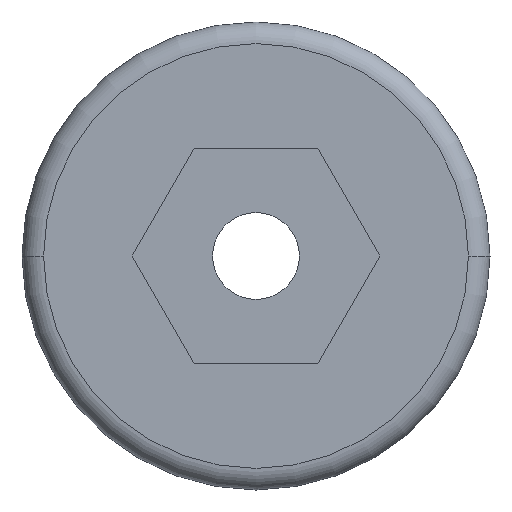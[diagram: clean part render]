
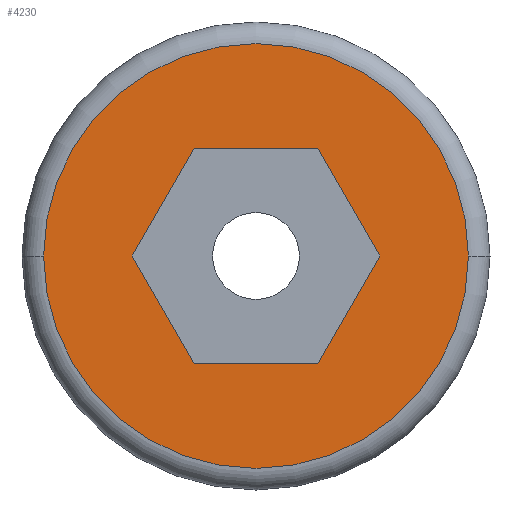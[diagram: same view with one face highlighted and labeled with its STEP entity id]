
A CAD part, left-side view. The second image highlights one B-rep face of the part: STEP entity #4230.
In plain terms, the highlighted planar face has unit normal (-1, 0, 0).
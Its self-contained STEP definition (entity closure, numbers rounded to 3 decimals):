
#1903=DIRECTION('',(0.,-0.5,0.866));
#1904=VECTOR('',#1903,1.455);
#1905=CARTESIAN_POINT('',(-2.93,1.455,0.));
#1906=LINE('',#1905,#1904);
#1907=DIRECTION('',(0.,0.5,0.866));
#1908=VECTOR('',#1907,1.455);
#1909=CARTESIAN_POINT('',(-2.93,0.727,-1.26));
#1910=LINE('',#1909,#1908);
#1911=DIRECTION('',(0.,1.,0.));
#1912=VECTOR('',#1911,1.455);
#1913=CARTESIAN_POINT('',(-2.93,-0.727,-1.26));
#1914=LINE('',#1913,#1912);
#1915=DIRECTION('',(0.,0.5,-0.866));
#1916=VECTOR('',#1915,1.455);
#1917=CARTESIAN_POINT('',(-2.93,-1.455,0.));
#1918=LINE('',#1917,#1916);
#1919=DIRECTION('',(0.,-0.5,-0.866));
#1920=VECTOR('',#1919,1.455);
#1921=CARTESIAN_POINT('',(-2.93,-0.727,1.26));
#1922=LINE('',#1921,#1920);
#1923=DIRECTION('',(0.,-1.,0.));
#1924=VECTOR('',#1923,1.455);
#1925=CARTESIAN_POINT('',(-2.93,0.727,1.26));
#1926=LINE('',#1925,#1924);
#1927=CARTESIAN_POINT('',(-2.93,0.,0.));
#1928=DIRECTION('',(-1.,0.,0.));
#1929=DIRECTION('',(0.,1.,0.));
#1930=AXIS2_PLACEMENT_3D('',#1927,#1928,#1929);
#1932=CARTESIAN_POINT('',(-2.93,0.,0.));
#1933=DIRECTION('',(-1.,0.,0.));
#1934=DIRECTION('',(0.,-1.,0.));
#1935=AXIS2_PLACEMENT_3D('',#1932,#1933,#1934);
#2106=CARTESIAN_POINT('',(-2.93,1.455,0.));
#2107=CARTESIAN_POINT('',(-2.93,0.727,1.26));
#2108=VERTEX_POINT('',#2106);
#2109=VERTEX_POINT('',#2107);
#2110=CARTESIAN_POINT('',(-2.93,-0.727,1.26));
#2111=VERTEX_POINT('',#2110);
#2112=CARTESIAN_POINT('',(-2.93,-1.455,0.));
#2113=VERTEX_POINT('',#2112);
#2114=CARTESIAN_POINT('',(-2.93,-0.727,-1.26));
#2115=VERTEX_POINT('',#2114);
#2116=CARTESIAN_POINT('',(-2.93,0.727,-1.26));
#2117=VERTEX_POINT('',#2116);
#2118=CARTESIAN_POINT('',(-2.93,2.496,0.));
#2119=CARTESIAN_POINT('',(-2.93,-2.496,0.));
#2120=VERTEX_POINT('',#2118);
#2121=VERTEX_POINT('',#2119);
#4206=CARTESIAN_POINT('',(-2.93,0.,0.));
#4207=DIRECTION('',(1.,0.,0.));
#4208=DIRECTION('',(0.,-1.,0.));
#4209=AXIS2_PLACEMENT_3D('',#4206,#4207,#4208);
#4210=PLANE('',#4209);
#4212=ORIENTED_EDGE('',*,*,#4211,.F.);
#4213=ORIENTED_EDGE('',*,*,#4196,.F.);
#4214=EDGE_LOOP('',(#4212,#4213));
#4215=FACE_OUTER_BOUND('',#4214,.F.);
#4217=ORIENTED_EDGE('',*,*,#4216,.F.);
#4219=ORIENTED_EDGE('',*,*,#4218,.F.);
#4221=ORIENTED_EDGE('',*,*,#4220,.F.);
#4223=ORIENTED_EDGE('',*,*,#4222,.F.);
#4225=ORIENTED_EDGE('',*,*,#4224,.F.);
#4227=ORIENTED_EDGE('',*,*,#4226,.F.);
#4228=EDGE_LOOP('',(#4217,#4219,#4221,#4223,#4225,#4227));
#4229=FACE_BOUND('',#4228,.F.);
#1931=CIRCLE('',#1930,2.496);
#1936=CIRCLE('',#1935,2.496);
#4196=EDGE_CURVE('',#2121,#2120,#1936,.T.);
#4211=EDGE_CURVE('',#2120,#2121,#1931,.T.);
#4216=EDGE_CURVE('',#2108,#2109,#1906,.T.);
#4218=EDGE_CURVE('',#2117,#2108,#1910,.T.);
#4220=EDGE_CURVE('',#2115,#2117,#1914,.T.);
#4222=EDGE_CURVE('',#2113,#2115,#1918,.T.);
#4224=EDGE_CURVE('',#2111,#2113,#1922,.T.);
#4226=EDGE_CURVE('',#2109,#2111,#1926,.T.);
#4230=ADVANCED_FACE('',(#4215,#4229),#4210,.F.);
